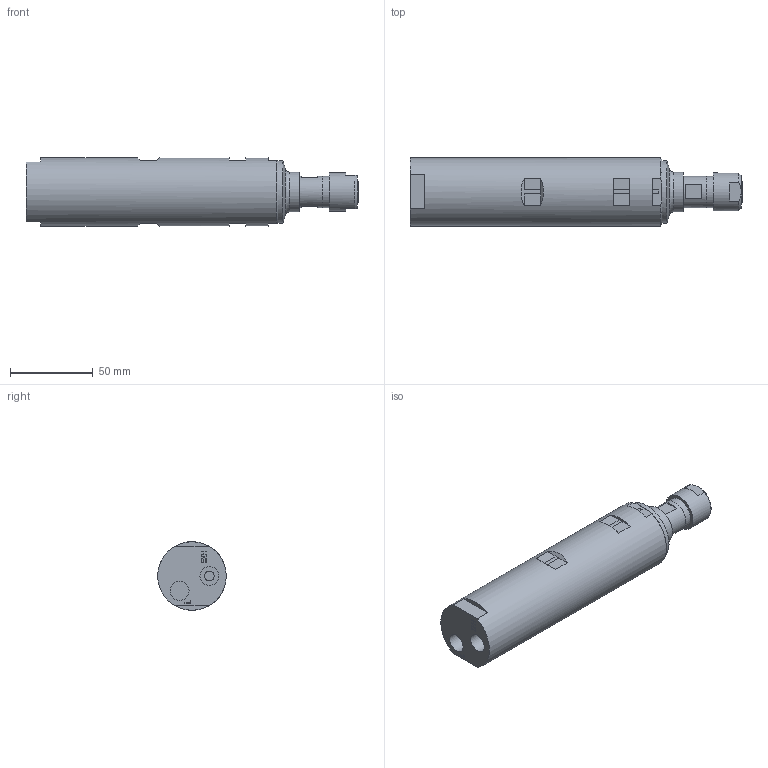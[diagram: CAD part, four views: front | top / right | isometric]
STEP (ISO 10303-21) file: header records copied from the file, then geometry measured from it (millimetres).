
FILE_DESCRIPTION(/* description */ (''),/* implementation_level */ '2;1');
FILE_NAME(/* name */ 'EBM 1200 SL_60017807.stp',/* time_stamp */ '2014-05-23T11:31:35+02:00',/* author */ ('ekoch'),/* organization */ (''),/* preprocessor_version */ 'ST-DEVELOPER v15.2',/* originating_system */ 'Autodesk Inventor 2014',/* authorisation */ '');
FILE_SCHEMA (('AUTOMOTIVE_DESIGN { 1 0 10303 214 3 1 1 }'));
Length unit declared in the file: millimetre
Products named in the file (1): EBM 1200 SL_60017807
Bounding box: 200.92 x 41.49 x 41.5 mm (x, y, z)
Volume: 219349.7 mm3; surface area: 32597 mm2
Topology: 1 solids, 2 shells, 245 faces, 722 edges, 464 vertices
Faces by surface type: plane 158, cylinder 45, cone 41, torus 1
Full cylindrical faces by diameter (mm): 6 x2, 10.5 x1, 11.445 x2, 17.917 x1, 18.98 x1, 19 x3, 19.5 x1, 23 x1, 24 x1, 38 x1, 41.5 x1
Entity records: 8218 total; most frequent: CARTESIAN_POINT 1712, ORIENTED_EDGE 1362, DIRECTION 1266, EDGE_CURVE 681, AXIS2_PLACEMENT_3D 469, VERTEX_POINT 447, LINE 328, VECTOR 328
